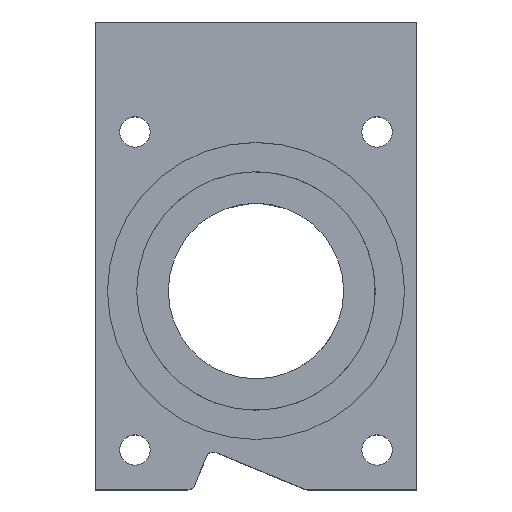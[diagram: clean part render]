
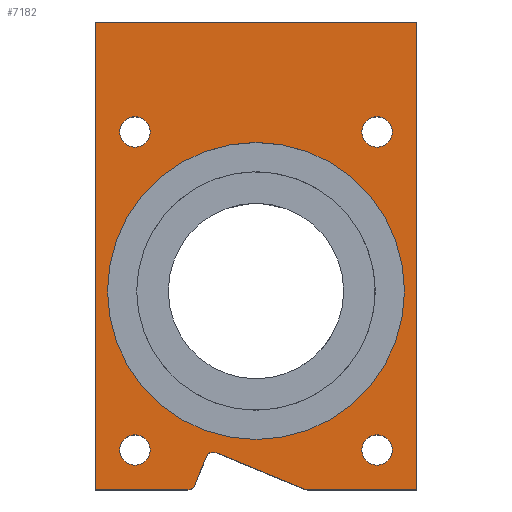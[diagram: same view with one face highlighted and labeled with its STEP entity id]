
A CAD part, top view. The second image highlights one B-rep face of the part: STEP entity #7182.
In plain terms, the highlighted planar face has unit normal (0, 0, 1).
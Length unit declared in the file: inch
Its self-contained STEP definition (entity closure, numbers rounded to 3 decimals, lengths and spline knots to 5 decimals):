
#41=FACE_BOUND('',#231,.T.);
#42=FACE_BOUND('',#232,.T.);
#43=FACE_BOUND('',#233,.T.);
#44=FACE_BOUND('',#234,.T.);
#45=FACE_BOUND('',#235,.T.);
#100=PLANE('',#7285);
#159=FACE_OUTER_BOUND('',#230,.T.);
#230=EDGE_LOOP('',(#4895,#4896,#4897,#4898,#4899,#4900,#4901,#4902,#4903,
#4904));
#231=EDGE_LOOP('',(#4905));
#232=EDGE_LOOP('',(#4906));
#233=EDGE_LOOP('',(#4907));
#234=EDGE_LOOP('',(#4908));
#235=EDGE_LOOP('',(#4909));
#358=LINE('',#8751,#1464);
#361=LINE('',#8759,#1467);
#362=LINE('',#8761,#1468);
#363=LINE('',#8763,#1469);
#364=LINE('',#8765,#1470);
#365=LINE('',#8767,#1471);
#366=LINE('',#8771,#1472);
#1464=VECTOR('',#7421,0.3937);
#1467=VECTOR('',#7428,0.03937);
#1468=VECTOR('',#7429,0.03937);
#1469=VECTOR('',#7430,0.03937);
#1470=VECTOR('',#7431,0.03937);
#1471=VECTOR('',#7432,0.03937);
#1472=VECTOR('',#7435,0.3937);
#2564=CIRCLE('',#7269,0.065);
#2566=CIRCLE('',#7272,0.065);
#2568=CIRCLE('',#7275,0.065);
#2570=CIRCLE('',#7278,0.065);
#2573=CIRCLE('',#7282,0.03125);
#2575=CIRCLE('',#7286,0.03125);
#2576=CIRCLE('',#7287,0.03125);
#2577=CIRCLE('',#7288,0.635);
#2607=VERTEX_POINT('',#8717);
#2609=VERTEX_POINT('',#8723);
#2611=VERTEX_POINT('',#8729);
#2613=VERTEX_POINT('',#8735);
#2617=VERTEX_POINT('',#8744);
#2618=VERTEX_POINT('',#8746);
#2619=VERTEX_POINT('',#8750);
#2622=VERTEX_POINT('',#8758);
#2623=VERTEX_POINT('',#8760);
#2624=VERTEX_POINT('',#8762);
#2625=VERTEX_POINT('',#8764);
#2626=VERTEX_POINT('',#8766);
#2627=VERTEX_POINT('',#8768);
#2628=VERTEX_POINT('',#8770);
#2629=VERTEX_POINT('',#8773);
#3725=EDGE_CURVE('',#2607,#2607,#2564,.T.);
#3728=EDGE_CURVE('',#2609,#2609,#2566,.T.);
#3731=EDGE_CURVE('',#2611,#2611,#2568,.T.);
#3734=EDGE_CURVE('',#2613,#2613,#2570,.T.);
#3739=EDGE_CURVE('',#2617,#2618,#2573,.T.);
#3741=EDGE_CURVE('',#2619,#2618,#358,.T.);
#3745=EDGE_CURVE('',#2617,#2622,#361,.T.);
#3746=EDGE_CURVE('',#2622,#2623,#362,.T.);
#3747=EDGE_CURVE('',#2623,#2624,#363,.T.);
#3748=EDGE_CURVE('',#2624,#2625,#364,.T.);
#3749=EDGE_CURVE('',#2625,#2626,#365,.T.);
#3750=EDGE_CURVE('',#2627,#2626,#2575,.T.);
#3751=EDGE_CURVE('',#2627,#2628,#366,.T.);
#3752=EDGE_CURVE('',#2619,#2628,#2576,.T.);
#3753=EDGE_CURVE('',#2629,#2629,#2577,.T.);
#4895=ORIENTED_EDGE('',*,*,#3739,.F.);
#4896=ORIENTED_EDGE('',*,*,#3745,.T.);
#4897=ORIENTED_EDGE('',*,*,#3746,.T.);
#4898=ORIENTED_EDGE('',*,*,#3747,.T.);
#4899=ORIENTED_EDGE('',*,*,#3748,.T.);
#4900=ORIENTED_EDGE('',*,*,#3749,.T.);
#4901=ORIENTED_EDGE('',*,*,#3750,.F.);
#4902=ORIENTED_EDGE('',*,*,#3751,.T.);
#4903=ORIENTED_EDGE('',*,*,#3752,.F.);
#4904=ORIENTED_EDGE('',*,*,#3741,.T.);
#4905=ORIENTED_EDGE('',*,*,#3725,.T.);
#4906=ORIENTED_EDGE('',*,*,#3728,.T.);
#4907=ORIENTED_EDGE('',*,*,#3731,.T.);
#4908=ORIENTED_EDGE('',*,*,#3734,.T.);
#4909=ORIENTED_EDGE('',*,*,#3753,.F.);
#7182=ADVANCED_FACE('',(#159,#41,#42,#43,#44,#45),#100,.T.);
#7269=AXIS2_PLACEMENT_3D('',#8718,#7385,#7386);
#7272=AXIS2_PLACEMENT_3D('',#8724,#7392,#7393);
#7275=AXIS2_PLACEMENT_3D('',#8730,#7399,#7400);
#7278=AXIS2_PLACEMENT_3D('',#8736,#7406,#7407);
#7282=AXIS2_PLACEMENT_3D('',#8747,#7416,#7417);
#7285=AXIS2_PLACEMENT_3D('',#8757,#7426,#7427);
#7286=AXIS2_PLACEMENT_3D('',#8769,#7433,#7434);
#7287=AXIS2_PLACEMENT_3D('',#8772,#7436,#7437);
#7288=AXIS2_PLACEMENT_3D('',#8774,#7438,#7439);
#7385=DIRECTION('center_axis',(0.,0.,-1.));
#7386=DIRECTION('ref_axis',(1.,0.,0.));
#7392=DIRECTION('center_axis',(0.,0.,-1.));
#7393=DIRECTION('ref_axis',(1.,0.,0.));
#7399=DIRECTION('center_axis',(0.,0.,-1.));
#7400=DIRECTION('ref_axis',(1.,0.,0.));
#7406=DIRECTION('center_axis',(0.,0.,-1.));
#7407=DIRECTION('ref_axis',(1.,0.,0.));
#7416=DIRECTION('center_axis',(0.,0.,-1.));
#7417=DIRECTION('ref_axis',(-0.195,-0.981,0.));
#7421=DIRECTION('',(0.924,-0.383,0.));
#7426=DIRECTION('center_axis',(0.,0.,1.));
#7427=DIRECTION('ref_axis',(1.,0.,0.));
#7428=DIRECTION('',(1.,0.,0.));
#7429=DIRECTION('',(0.,1.,0.));
#7430=DIRECTION('',(-1.,0.,0.));
#7431=DIRECTION('',(0.,-1.,0.));
#7432=DIRECTION('',(1.,0.,0.));
#7433=DIRECTION('center_axis',(0.,0.,-1.));
#7434=DIRECTION('ref_axis',(0.556,-0.831,0.));
#7435=DIRECTION('',(0.383,0.924,0.));
#7436=DIRECTION('center_axis',(0.,0.,1.));
#7437=DIRECTION('ref_axis',(-0.383,0.924,0.));
#7438=DIRECTION('center_axis',(0.,0.,1.));
#7439=DIRECTION('ref_axis',(1.,0.,0.));
#8717=CARTESIAN_POINT('',(-3.42804,7.29373,0.865));
#8718=CARTESIAN_POINT('Origin',(-3.36304,7.29373,0.865));
#8723=CARTESIAN_POINT('',(-4.46304,7.29373,0.865));
#8724=CARTESIAN_POINT('Origin',(-4.39804,7.29373,0.865));
#8729=CARTESIAN_POINT('',(-4.46304,8.65373,0.865));
#8730=CARTESIAN_POINT('Origin',(-4.39804,8.65373,0.865));
#8735=CARTESIAN_POINT('',(-3.42804,8.65373,0.865));
#8736=CARTESIAN_POINT('Origin',(-3.36304,8.65373,0.865));
#8744=CARTESIAN_POINT('',(-3.66234,7.12373,0.865));
#8746=CARTESIAN_POINT('',(-3.67429,7.12611,0.865));
#8747=CARTESIAN_POINT('Origin',(-3.66234,7.15498,0.865));
#8750=CARTESIAN_POINT('',(-4.05157,7.28238,0.865));
#8751=CARTESIAN_POINT('',(-7.9687,8.90491,0.865));
#8757=CARTESIAN_POINT('Origin',(-13.16708,7.35259,0.865));
#8758=CARTESIAN_POINT('',(-3.19304,7.12373,0.865));
#8759=CARTESIAN_POINT('',(-13.16708,7.12373,0.865));
#8760=CARTESIAN_POINT('',(-3.19304,9.12373,0.865));
#8761=CARTESIAN_POINT('',(-3.19304,7.35259,0.865));
#8762=CARTESIAN_POINT('',(-4.56804,9.12373,0.865));
#8763=CARTESIAN_POINT('',(-13.16708,9.12373,0.865));
#8764=CARTESIAN_POINT('',(-4.56804,7.12373,0.865));
#8765=CARTESIAN_POINT('',(-4.56804,7.35259,0.865));
#8766=CARTESIAN_POINT('',(-4.17199,7.12373,0.865));
#8767=CARTESIAN_POINT('',(-13.16708,7.12373,0.865));
#8768=CARTESIAN_POINT('',(-4.14311,7.14302,0.865));
#8769=CARTESIAN_POINT('Origin',(-4.17199,7.15498,0.865));
#8770=CARTESIAN_POINT('',(-4.0924,7.26547,0.865));
#8771=CARTESIAN_POINT('',(-4.77083,5.62759,0.865));
#8772=CARTESIAN_POINT('Origin',(-4.06352,7.25351,0.865));
#8773=CARTESIAN_POINT('',(-4.51554,7.97373,0.865));
#8774=CARTESIAN_POINT('Origin',(-3.88054,7.97373,0.865));
